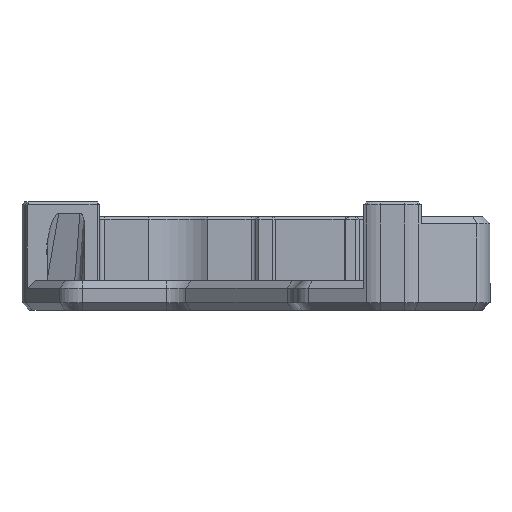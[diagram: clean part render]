
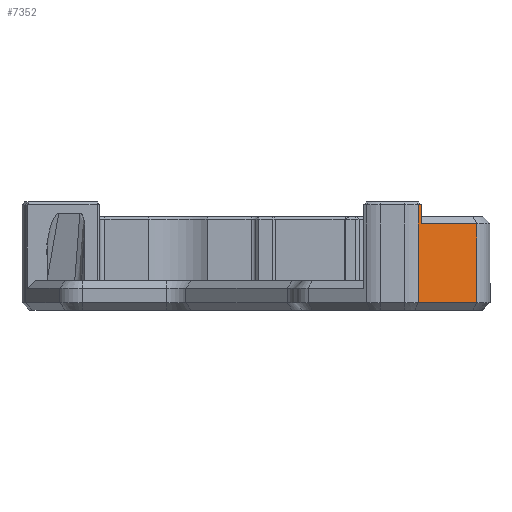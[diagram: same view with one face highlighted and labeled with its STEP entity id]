
A CAD part, front view. The second image highlights one B-rep face of the part: STEP entity #7352.
In plain terms, the highlighted planar face has unit normal (0.5, -0.866, 0).
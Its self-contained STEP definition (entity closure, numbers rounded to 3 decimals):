
#159 = VECTOR ( 'NONE', #17880, 1000. ) ;
#299 = VERTEX_POINT ( 'NONE', #17124 ) ;
#324 = VERTEX_POINT ( 'NONE', #12101 ) ;
#420 = ORIENTED_EDGE ( 'NONE', *, *, #7596, .T. ) ;
#767 = FACE_OUTER_BOUND ( 'NONE', #11269, .T. ) ;
#1642 = EDGE_CURVE ( 'NONE', #4367, #324, #17105, .T. ) ;
#1987 = CARTESIAN_POINT ( 'NONE',  ( 24.638, -37.632, 10.8 ) ) ;
#2036 = VECTOR ( 'NONE', #15104, 1000. ) ;
#2271 = CARTESIAN_POINT ( 'NONE',  ( 30.625, -34.175, 8.85 ) ) ;
#2337 = DIRECTION ( 'NONE',  ( 0., 0., 1. ) ) ;
#2510 = DIRECTION ( 'NONE',  ( -0.866, -0.5, 0. ) ) ;
#3186 = ORIENTED_EDGE ( 'NONE', *, *, #15627, .T. ) ;
#3931 = ORIENTED_EDGE ( 'NONE', *, *, #8559, .T. ) ;
#4317 = VERTEX_POINT ( 'NONE', #6866 ) ;
#4367 = VERTEX_POINT ( 'NONE', #2271 ) ;
#4666 = CARTESIAN_POINT ( 'NONE',  ( 27.632, -35.903, 8.85 ) ) ;
#4846 = VECTOR ( 'NONE', #2337, 1000. ) ;
#5524 = ORIENTED_EDGE ( 'NONE', *, *, #8162, .T. ) ;
#6358 = AXIS2_PLACEMENT_3D ( 'NONE', #18268, #14159, #17125 ) ;
#6866 = CARTESIAN_POINT ( 'NONE',  ( 24.638, -37.632, 0.75 ) ) ;
#7352 = ADVANCED_FACE ( 'NONE', ( #767 ), #8328, .T. ) ;
#7596 = EDGE_CURVE ( 'NONE', #324, #17704, #8086, .T. ) ;
#7829 = CARTESIAN_POINT ( 'NONE',  ( 30.625, -34.175, 5.775 ) ) ;
#8086 = LINE ( 'NONE', #13920, #4846 ) ;
#8162 = EDGE_CURVE ( 'NONE', #17704, #14867, #15806, .T. ) ;
#8221 = VECTOR ( 'NONE', #18471, 1000. ) ;
#8328 = PLANE ( 'NONE',  #6358 ) ;
#8559 = EDGE_CURVE ( 'NONE', #14867, #4317, #9763, .T. ) ;
#9594 = CARTESIAN_POINT ( 'NONE',  ( 27.632, -35.903, 10.8 ) ) ;
#9763 = LINE ( 'NONE', #14068, #8221 ) ;
#10325 = CARTESIAN_POINT ( 'NONE',  ( 30.625, -34.175, 0.75 ) ) ;
#10592 = DIRECTION ( 'NONE',  ( -0.866, -0.5, 0. ) ) ;
#10957 = ORIENTED_EDGE ( 'NONE', *, *, #14647, .F. ) ;
#11269 = EDGE_LOOP ( 'NONE', ( #12943, #420, #5524, #3931, #10957, #3186 ) ) ;
#12101 = CARTESIAN_POINT ( 'NONE',  ( 24.95, -37.452, 8.85 ) ) ;
#12943 = ORIENTED_EDGE ( 'NONE', *, *, #1642, .T. ) ;
#13564 = CARTESIAN_POINT ( 'NONE',  ( 24.95, -37.452, 10.8 ) ) ;
#13572 = LINE ( 'NONE', #10325, #159 ) ;
#13715 = VECTOR ( 'NONE', #2510, 1000. ) ;
#13920 = CARTESIAN_POINT ( 'NONE',  ( 24.95, -37.452, 5.775 ) ) ;
#14068 = CARTESIAN_POINT ( 'NONE',  ( 24.638, -37.632, 5.775 ) ) ;
#14159 = DIRECTION ( 'NONE',  ( 0.5, -0.866, 0. ) ) ;
#14647 = EDGE_CURVE ( 'NONE', #299, #4317, #13572, .T. ) ;
#14812 = LINE ( 'NONE', #7829, #2036 ) ;
#14867 = VERTEX_POINT ( 'NONE', #1987 ) ;
#15104 = DIRECTION ( 'NONE',  ( 0., 0., 1. ) ) ;
#15627 = EDGE_CURVE ( 'NONE', #299, #4367, #14812, .T. ) ;
#15806 = LINE ( 'NONE', #9594, #13715 ) ;
#15917 = VECTOR ( 'NONE', #10592, 1000. ) ;
#17105 = LINE ( 'NONE', #4666, #15917 ) ;
#17124 = CARTESIAN_POINT ( 'NONE',  ( 30.625, -34.175, 0.75 ) ) ;
#17125 = DIRECTION ( 'NONE',  ( 0.866, 0.5, 0. ) ) ;
#17704 = VERTEX_POINT ( 'NONE', #13564 ) ;
#17880 = DIRECTION ( 'NONE',  ( -0.866, -0.5, 0. ) ) ;
#18268 = CARTESIAN_POINT ( 'NONE',  ( 24.629, -37.637, 0.74 ) ) ;
#18471 = DIRECTION ( 'NONE',  ( 0., 0., -1. ) ) ;
